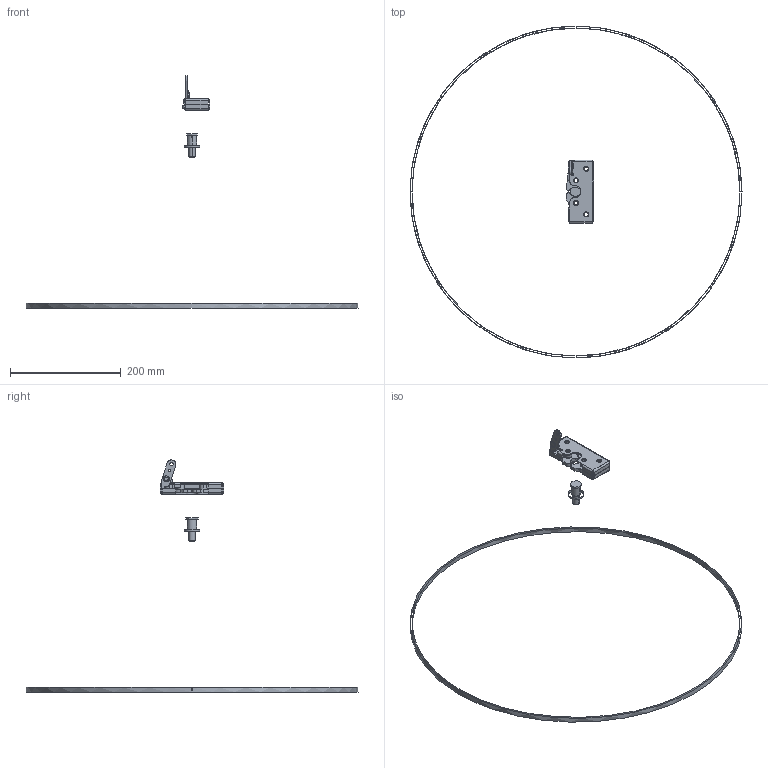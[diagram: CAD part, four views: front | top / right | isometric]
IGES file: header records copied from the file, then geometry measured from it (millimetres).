
Start section: SolidWorks IGES file using analytic representation for surfaces
Global section: file name: C-873-2-R.IGS,15; native system: HSolidWorks 2007; preprocessor: SolidWorks 2007; author: nhaneda; date: 091228.160013; units: millimetre
Bounding box: 599.89 x 599.89 x 419.39 mm (x, y, z)
Surface area: 75233.7 mm2 (no closed solid volume)
Topology: 0 solids, 0 shells, 306 faces, 5064 edges, 5064 vertices
Faces by surface type: bspline 159, revolution 147
